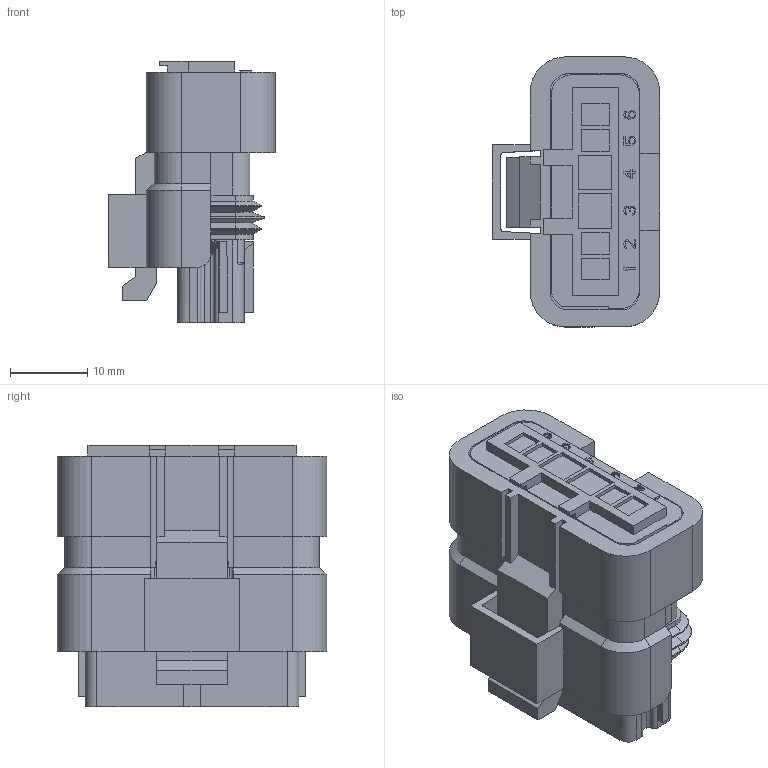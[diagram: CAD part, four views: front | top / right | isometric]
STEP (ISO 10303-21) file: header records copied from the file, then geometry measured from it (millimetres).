
FILE_DESCRIPTION(/* description */ (''),/* implementation_level */ '2;1');
FILE_NAME(/* name */ '10888979-ENV10_01-CONN.stp',/* time_stamp */ '2023-06-19T17:24:45+08:00',/* author */ (''),/* organization */ (''),/* preprocessor_version */ 'ST-DEVELOPER v16',/* originating_system */ 'SIEMENS PLM Software NX 11.0',/* authorisation */ '');
FILE_SCHEMA (('AUTOMOTIVE_DESIGN { 1 0 10303 214 3 1 1 1 }'));
Length unit declared in the file: millimetre
Products named in the file (1): 10888979-ENV10_01-CONN
Bounding box: 21.6 x 34.9 x 33.8 mm (x, y, z)
Volume: 13516.7 mm3; surface area: 7260.7 mm2
Topology: 1 solids, 1 shells, 615 faces, 1685 edges, 1089 vertices
Faces by surface type: plane 492, cylinder 79, cone 32, torus 12
Entity records: 19374 total; most frequent: CARTESIAN_POINT 3657, ORIENTED_EDGE 3370, DIRECTION 3071, EDGE_CURVE 1685, LINE 1471, VECTOR 1471, VERTEX_POINT 1089, AXIS2_PLACEMENT_3D 800
